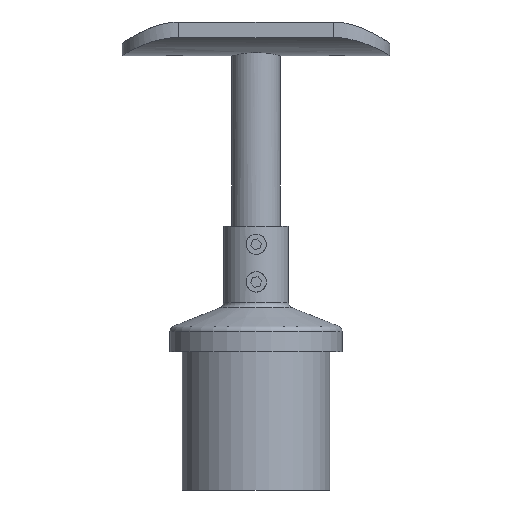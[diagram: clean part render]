
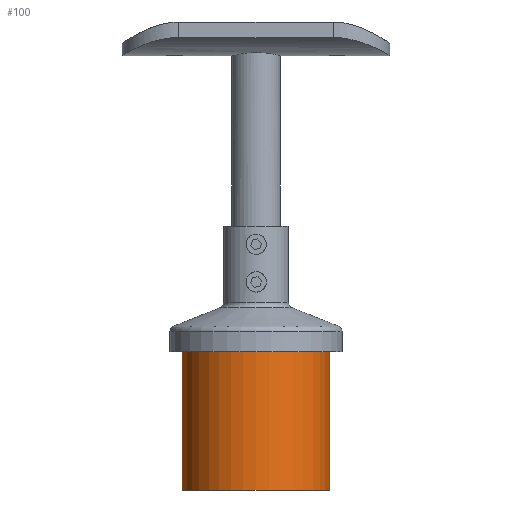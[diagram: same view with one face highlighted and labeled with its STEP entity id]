
A CAD part, front view. The second image highlights one B-rep face of the part: STEP entity #100.
In plain terms, the highlighted cylindrical face has radius 18.2 mm (diameter 36.4 mm), a full revolution.
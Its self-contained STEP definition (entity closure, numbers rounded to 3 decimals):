
#84=CYLINDRICAL_SURFACE('',#885,18.2);
#100=ADVANCED_FACE('',(#167,#168),#84,.T.);
#167=FACE_BOUND('',#210,.T.);
#168=FACE_BOUND('',#211,.T.);
#210=EDGE_LOOP('',(#276));
#211=EDGE_LOOP('',(#277));
#276=ORIENTED_EDGE('',*,*,#495,.T.);
#277=ORIENTED_EDGE('',*,*,#496,.T.);
#435=VERTEX_POINT('',#1170);
#436=VERTEX_POINT('',#1173);
#495=EDGE_CURVE('',#435,#435,#578,.T.);
#496=EDGE_CURVE('',#436,#436,#579,.T.);
#578=CIRCLE('',#882,18.2);
#579=CIRCLE('',#884,18.2);
#882=AXIS2_PLACEMENT_3D('',#1169,#973,#974);
#884=AXIS2_PLACEMENT_3D('',#1172,#977,#978);
#885=AXIS2_PLACEMENT_3D('',#1174,#979,#980);
#973=DIRECTION('',(0.,0.,1.));
#974=DIRECTION('',(-1.,0.,0.));
#977=DIRECTION('',(0.,0.,-1.));
#978=DIRECTION('',(1.,0.,0.));
#979=DIRECTION('',(0.,0.,-1.));
#980=DIRECTION('',(1.,0.,0.));
#1169=CARTESIAN_POINT('',(0.,0.,-34.));
#1170=CARTESIAN_POINT('',(-18.2,0.,-34.));
#1172=CARTESIAN_POINT('',(0.,0.,0.));
#1173=CARTESIAN_POINT('',(18.2,0.,0.));
#1174=CARTESIAN_POINT('',(0.,0.,0.));
